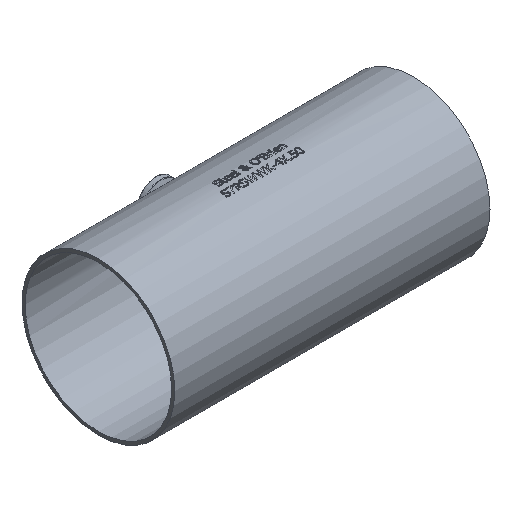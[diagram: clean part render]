
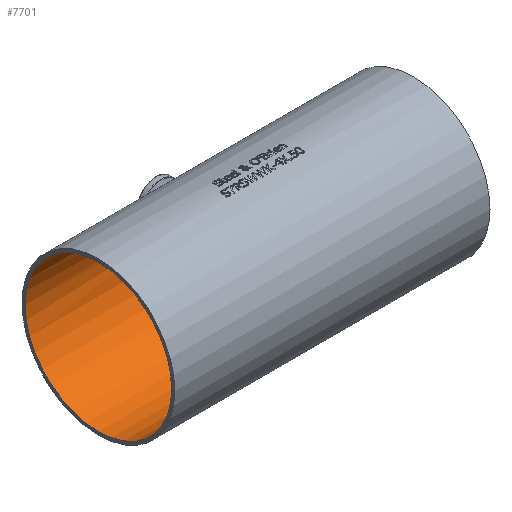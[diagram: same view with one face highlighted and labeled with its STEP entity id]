
A CAD part, isometric view. The second image highlights one B-rep face of the part: STEP entity #7701.
In plain terms, the highlighted cylindrical face has radius 48.692 mm (diameter 97.384 mm), a full revolution.
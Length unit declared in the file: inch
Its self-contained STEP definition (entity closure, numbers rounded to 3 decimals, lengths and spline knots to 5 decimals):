
#166=FACE_BOUND('',#1451,.T.);
#167=FACE_BOUND('',#1452,.T.);
#168=FACE_BOUND('',#1453,.T.);
#1451=EDGE_LOOP('',(#7179));
#1452=EDGE_LOOP('',(#7180));
#1453=EDGE_LOOP('',(#7181));
#2670=CIRCLE('',#8174,1.917);
#2671=CIRCLE('',#8175,1.917);
#3040=B_SPLINE_CURVE_WITH_KNOTS('',3,(#16718,#16719,#16720,#16721,#16722,
#16723,#16724,#16725,#16726,#16727,#16728,#16729,#16730,#16731,#16732,#16733,
#16734,#16735,#16736,#16737,#16738,#16739,#16740,#16741,#16742,#16743,#16744,
#16745,#16746,#16747,#16748,#16749,#16750,#16751),.UNSPECIFIED.,.T.,.F.,
(4,2,2,2,2,2,2,2,2,2,2,2,2,2,2,2,4),(0.,0.17712,0.35425,
0.53137,0.70849,0.88562,1.06274,
1.23986,1.41699,1.59411,1.77123,1.94836,
2.12548,2.3026,2.47973,2.65685,2.83397),
 .UNSPECIFIED.);
#3797=VERTEX_POINT('',#16717);
#3799=VERTEX_POINT('',#16755);
#3800=VERTEX_POINT('',#16757);
#4926=EDGE_CURVE('',#3797,#3797,#3040,.T.);
#4928=EDGE_CURVE('',#3799,#3799,#2670,.T.);
#4929=EDGE_CURVE('',#3800,#3800,#2671,.T.);
#7179=ORIENTED_EDGE('',*,*,#4926,.T.);
#7180=ORIENTED_EDGE('',*,*,#4928,.F.);
#7181=ORIENTED_EDGE('',*,*,#4929,.F.);
#7233=CYLINDRICAL_SURFACE('',#8173,1.917);
#7701=ADVANCED_FACE('',(#166,#167,#168),#7233,.F.);
#8173=AXIS2_PLACEMENT_3D('',#16754,#9645,#9646);
#8174=AXIS2_PLACEMENT_3D('',#16756,#9647,#9648);
#8175=AXIS2_PLACEMENT_3D('',#16758,#9649,#9650);
#9645=DIRECTION('center_axis',(-1.,0.,0.));
#9646=DIRECTION('ref_axis',(0.,0.,1.));
#9647=DIRECTION('center_axis',(-1.,0.,0.));
#9648=DIRECTION('ref_axis',(0.,0.,1.));
#9649=DIRECTION('center_axis',(1.,0.,0.));
#9650=DIRECTION('ref_axis',(0.,0.,1.));
#16717=CARTESIAN_POINT('',(0.,1.90805,0.185));
#16718=CARTESIAN_POINT('Ctrl Pts',(0.,1.90805,
0.185));
#16719=CARTESIAN_POINT('Ctrl Pts',(0.02324,1.90805,
0.185));
#16720=CARTESIAN_POINT('Ctrl Pts',(0.04803,1.90852,
0.18035));
#16721=CARTESIAN_POINT('Ctrl Pts',(0.0936,1.91021,
0.16147));
#16722=CARTESIAN_POINT('Ctrl Pts',(0.1144,1.91141,0.14723));
#16723=CARTESIAN_POINT('Ctrl Pts',(0.14723,1.91365,0.1144));
#16724=CARTESIAN_POINT('Ctrl Pts',(0.16147,1.91485,0.0936));
#16725=CARTESIAN_POINT('Ctrl Pts',(0.18035,1.91653,0.04803));
#16726=CARTESIAN_POINT('Ctrl Pts',(0.185,1.917,0.02324));
#16727=CARTESIAN_POINT('Ctrl Pts',(0.185,1.917,-0.02324));
#16728=CARTESIAN_POINT('Ctrl Pts',(0.18035,1.91653,-0.04803));
#16729=CARTESIAN_POINT('Ctrl Pts',(0.16147,1.91485,-0.0936));
#16730=CARTESIAN_POINT('Ctrl Pts',(0.14723,1.91365,-0.1144));
#16731=CARTESIAN_POINT('Ctrl Pts',(0.1144,1.91141,-0.14723));
#16732=CARTESIAN_POINT('Ctrl Pts',(0.0936,1.91021,
-0.16147));
#16733=CARTESIAN_POINT('Ctrl Pts',(0.04803,1.90852,
-0.18035));
#16734=CARTESIAN_POINT('Ctrl Pts',(0.02324,1.90805,
-0.185));
#16735=CARTESIAN_POINT('Ctrl Pts',(-0.02324,1.90805,-0.185));
#16736=CARTESIAN_POINT('Ctrl Pts',(-0.04803,1.90852,
-0.18035));
#16737=CARTESIAN_POINT('Ctrl Pts',(-0.0936,1.91021,
-0.16147));
#16738=CARTESIAN_POINT('Ctrl Pts',(-0.1144,1.91141,
-0.14723));
#16739=CARTESIAN_POINT('Ctrl Pts',(-0.14723,1.91365,
-0.1144));
#16740=CARTESIAN_POINT('Ctrl Pts',(-0.16147,1.91485,
-0.0936));
#16741=CARTESIAN_POINT('Ctrl Pts',(-0.18035,1.91653,
-0.04803));
#16742=CARTESIAN_POINT('Ctrl Pts',(-0.185,1.917,-0.02324));
#16743=CARTESIAN_POINT('Ctrl Pts',(-0.185,1.917,0.02324));
#16744=CARTESIAN_POINT('Ctrl Pts',(-0.18035,1.91653,
0.04803));
#16745=CARTESIAN_POINT('Ctrl Pts',(-0.16147,1.91485,
0.0936));
#16746=CARTESIAN_POINT('Ctrl Pts',(-0.14723,1.91365,
0.1144));
#16747=CARTESIAN_POINT('Ctrl Pts',(-0.1144,1.91141,
0.14723));
#16748=CARTESIAN_POINT('Ctrl Pts',(-0.0936,1.91021,
0.16147));
#16749=CARTESIAN_POINT('Ctrl Pts',(-0.04803,1.90852,
0.18035));
#16750=CARTESIAN_POINT('Ctrl Pts',(-0.02324,1.90805,
0.185));
#16751=CARTESIAN_POINT('Ctrl Pts',(0.,1.90805,0.185));
#16754=CARTESIAN_POINT('Origin',(4.125,0.,0.));
#16755=CARTESIAN_POINT('',(4.125,0.,-1.917));
#16756=CARTESIAN_POINT('Origin',(4.125,0.,0.));
#16757=CARTESIAN_POINT('',(-4.125,0.,-1.917));
#16758=CARTESIAN_POINT('Origin',(-4.125,0.,0.));
